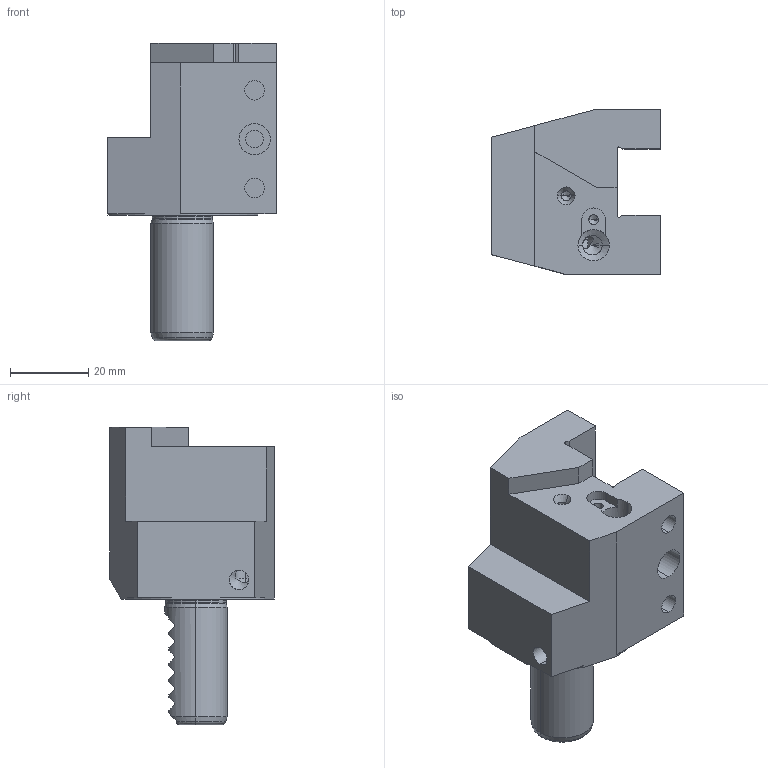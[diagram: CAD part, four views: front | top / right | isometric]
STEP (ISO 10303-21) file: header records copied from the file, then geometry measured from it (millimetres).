
FILE_DESCRIPTION (( 'STEP AP203' ), '1' );
FILE_NAME ('C3-16X12X44.STEP', '2019-07-23T09:19:08', ( '' ), ( '' ), 'SwSTEP 2.0', 'SolidWorks 2017', '' );
FILE_SCHEMA (( 'CONFIG_CONTROL_DESIGN' ));
Length unit declared in the file: millimetre
Products named in the file (1): C3-16X12X44
Bounding box: 43 x 42 x 76 mm (x, y, z)
Volume: 55591.6 mm3; surface area: 13720.9 mm2
Topology: 1 solids, 1 shells, 131 faces, 351 edges, 220 vertices
Faces by surface type: plane 57, cylinder 43, cone 22, torus 9
Entity records: 4429 total; most frequent: CARTESIAN_POINT 1176, ORIENTED_EDGE 686, DIRECTION 644, EDGE_CURVE 343, AXIS2_PLACEMENT_3D 234, VERTEX_POINT 220, VECTOR 176, LINE 176
